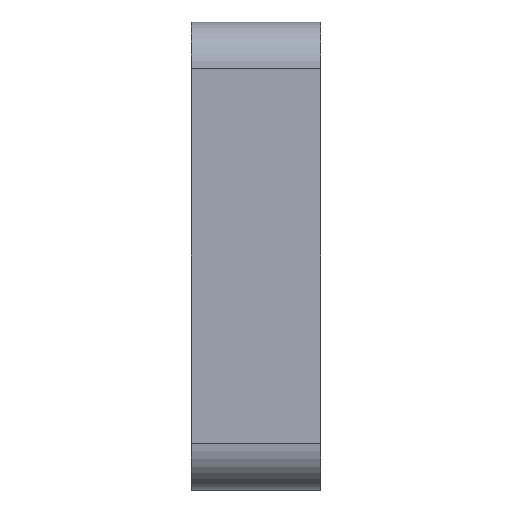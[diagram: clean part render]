
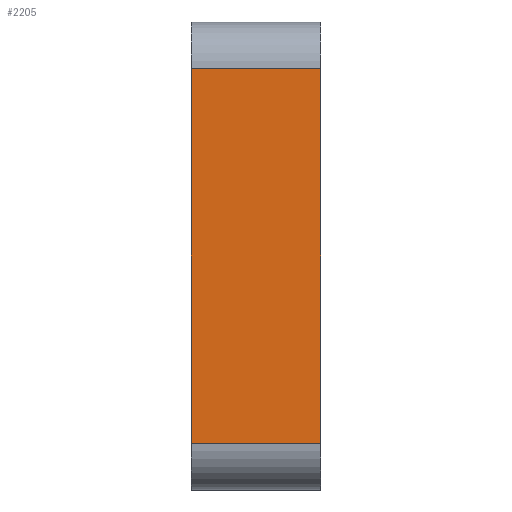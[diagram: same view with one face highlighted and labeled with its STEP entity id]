
A CAD part, left-side view. The second image highlights one B-rep face of the part: STEP entity #2205.
In plain terms, the highlighted planar face has unit normal (-1, 0, 0).
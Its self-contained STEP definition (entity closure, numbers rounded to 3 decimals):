
#65 = VECTOR ( 'NONE', #2343, 1000. ) ;
#109 = VECTOR ( 'NONE', #2582, 1000. ) ;
#111 = DIRECTION ( 'NONE',  ( 1., 0., 0. ) ) ;
#173 = CARTESIAN_POINT ( 'NONE',  ( -12.5, 6.9, -12.5 ) ) ;
#295 = EDGE_CURVE ( 'NONE', #1790, #2584, #1393, .T. ) ;
#334 = CARTESIAN_POINT ( 'NONE',  ( -12.5, 0., -10. ) ) ;
#470 = CARTESIAN_POINT ( 'NONE',  ( -12.5, 6.9, 10. ) ) ;
#556 = VECTOR ( 'NONE', #926, 1000. ) ;
#602 = VERTEX_POINT ( 'NONE', #334 ) ;
#604 = CARTESIAN_POINT ( 'NONE',  ( -12.5, 6.9, -12.5 ) ) ;
#841 = EDGE_CURVE ( 'NONE', #2977, #2584, #1634, .T. ) ;
#873 = EDGE_CURVE ( 'NONE', #602, #1790, #2150, .T. ) ;
#926 = DIRECTION ( 'NONE',  ( 0., 1., 0. ) ) ;
#1325 = EDGE_CURVE ( 'NONE', #2977, #602, #1950, .T. ) ;
#1393 = LINE ( 'NONE', #470, #556 ) ;
#1403 = CARTESIAN_POINT ( 'NONE',  ( -12.5, 6.9, -10. ) ) ;
#1496 = DIRECTION ( 'NONE',  ( 0., -1., 0. ) ) ;
#1627 = CARTESIAN_POINT ( 'NONE',  ( -12.5, 6.9, 10. ) ) ;
#1634 = LINE ( 'NONE', #173, #65 ) ;
#1700 = VECTOR ( 'NONE', #1496, 1000. ) ;
#1790 = VERTEX_POINT ( 'NONE', #2978 ) ;
#1875 = ORIENTED_EDGE ( 'NONE', *, *, #841, .F. ) ;
#1914 = ORIENTED_EDGE ( 'NONE', *, *, #295, .T. ) ;
#1950 = LINE ( 'NONE', #2869, #1700 ) ;
#2029 = ORIENTED_EDGE ( 'NONE', *, *, #873, .T. ) ;
#2085 = CARTESIAN_POINT ( 'NONE',  ( -12.5, 0., -12.5 ) ) ;
#2150 = LINE ( 'NONE', #2085, #109 ) ;
#2198 = ORIENTED_EDGE ( 'NONE', *, *, #1325, .T. ) ;
#2205 = ADVANCED_FACE ( 'NONE', ( #2341 ), #2648, .F. ) ;
#2341 = FACE_OUTER_BOUND ( 'NONE', #2742, .T. ) ;
#2343 = DIRECTION ( 'NONE',  ( 0., 0., 1. ) ) ;
#2462 = AXIS2_PLACEMENT_3D ( 'NONE', #604, #111, #2902 ) ;
#2582 = DIRECTION ( 'NONE',  ( 0., 0., 1. ) ) ;
#2584 = VERTEX_POINT ( 'NONE', #1627 ) ;
#2648 = PLANE ( 'NONE',  #2462 ) ;
#2742 = EDGE_LOOP ( 'NONE', ( #2029, #1914, #1875, #2198 ) ) ;
#2869 = CARTESIAN_POINT ( 'NONE',  ( -12.5, 6.9, -10. ) ) ;
#2902 = DIRECTION ( 'NONE',  ( 0., 0., -1. ) ) ;
#2977 = VERTEX_POINT ( 'NONE', #1403 ) ;
#2978 = CARTESIAN_POINT ( 'NONE',  ( -12.5, 0., 10. ) ) ;
